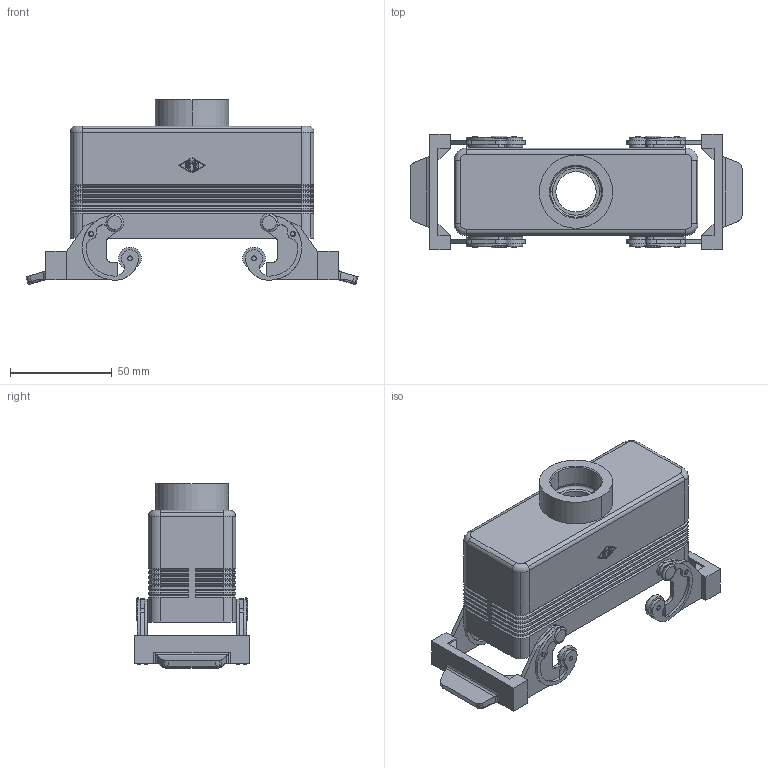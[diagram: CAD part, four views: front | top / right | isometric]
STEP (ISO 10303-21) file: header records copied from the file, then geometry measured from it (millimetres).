
FILE_DESCRIPTION((''),'2;1');
FILE_NAME('MHV 24 X25.stp','2006-12-21T09:12:30',('gembarski'),(''),'Autodesk Inventor 7','Autodesk Inventor 7','');
FILE_SCHEMA(('AUTOMOTIVE_DESIGN { 1 0 10303 214 1 1 1 1 }'));
Length unit declared in the file: millimetre
Products named in the file (1): CHV Tüllengehäuse 2 Bügel für einen Einsatz
Bounding box: 163.32 x 57 x 90.71 mm (x, y, z)
Volume: 100017.3 mm3; surface area: 62439 mm2
Topology: 1 solids, 5 shells, 890 faces, 2258 edges, 1403 vertices
Faces by surface type: bspline 281, plane 272, cylinder 219, cone 102, torus 16
Entity records: 29701 total; most frequent: CARTESIAN_POINT 8477, ORIENTED_EDGE 4500, DIRECTION 4411, EDGE_CURVE 2250, AXIS2_PLACEMENT_3D 1563, VERTEX_POINT 1403, VECTOR 1285, LINE 1285
